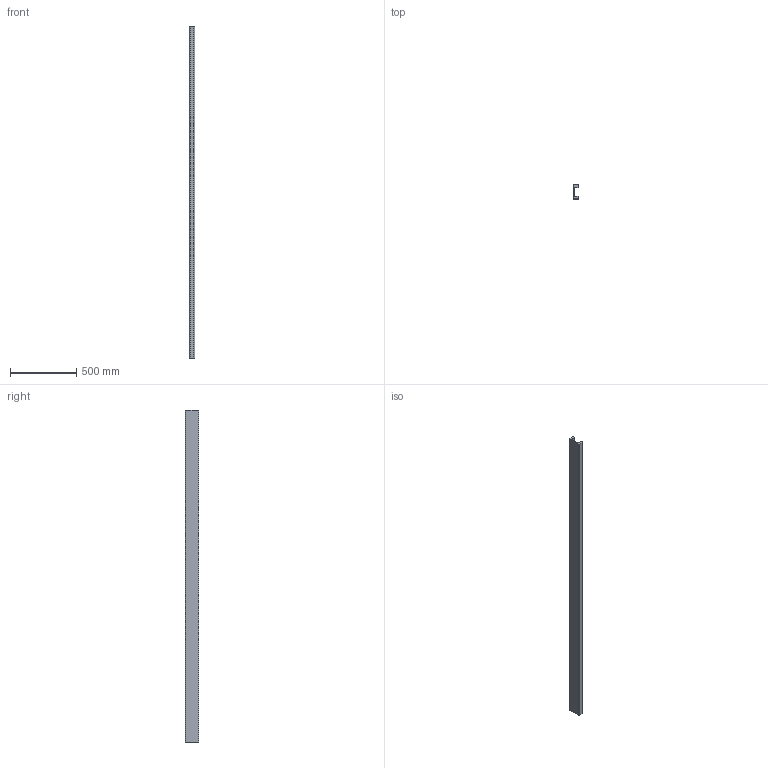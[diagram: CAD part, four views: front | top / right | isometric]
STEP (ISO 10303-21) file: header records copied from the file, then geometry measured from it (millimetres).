
FILE_DESCRIPTION (( 'STEP AP203' ), '1' );
FILE_NAME ('CRT_935C627AB0.step', '2022-10-05T21:30:00', ( '' ), ( '' ), 'SwSTEP 2.0', 'SolidWorks 2019', '' );
FILE_SCHEMA (( 'CONFIG_CONTROL_DESIGN' ));
Length unit declared in the file: inch
Products named in the file (3): CRT_935C627AB0; xJAx570egH_CADModel_0
Assembly tree (1 placements, depth 2):
  CRT_935C627AB0
    xJAx570egH_CADModel_0
  xJAx570egH_CADModel_0
Bounding box: 40 x 102.8 x 2500 mm (x, y, z)
Volume: 4605124.2 mm3; surface area: 826823.9 mm2
Topology: 1 solids, 1 shells, 20 faces, 54 edges, 36 vertices
Faces by surface type: plane 12, cylinder 8
Entity records: 912 total; most frequent: DIRECTION 120, CARTESIAN_POINT 115, ORIENTED_EDGE 108, EDGE_CURVE 54, AXIS2_PLACEMENT_3D 41, VECTOR 38, LINE 38, VERTEX_POINT 36
